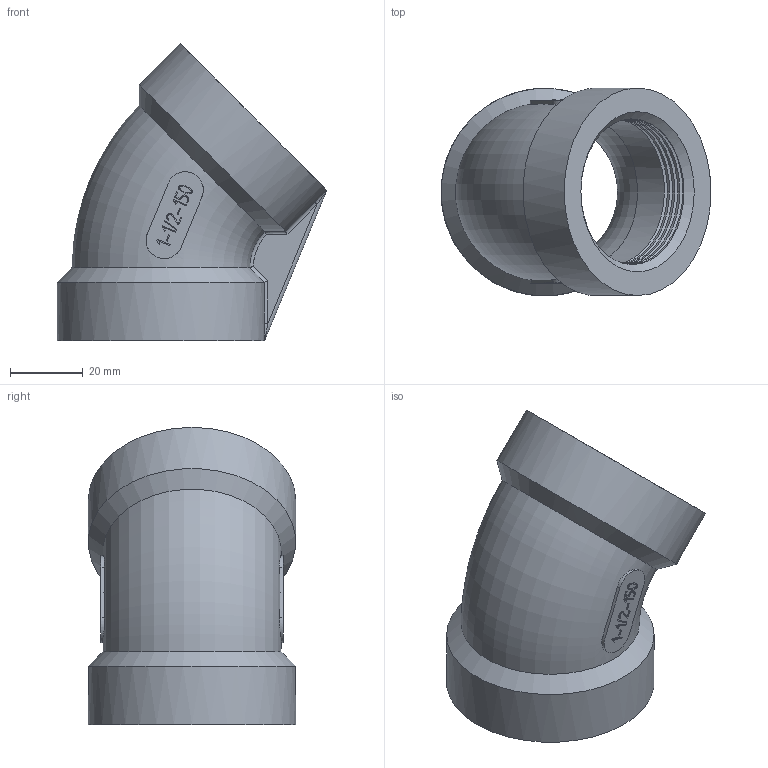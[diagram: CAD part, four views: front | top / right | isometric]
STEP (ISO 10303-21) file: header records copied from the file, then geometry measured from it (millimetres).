
FILE_DESCRIPTION(/* description */ ('Unknown'),/* implementation_level */ '2;1');
FILE_NAME(/* name */ 'DN40',/* time_stamp */ '2021-07-27T16:37:23+08:00',/* author */ ('Unknown'),/* organization */ ('Unknown'),/* preprocessor_version */ 'ST-DEVELOPER v16.7',/* originating_system */ 'DEX',/* authorisation */ $);
FILE_SCHEMA (('AUTOMOTIVE_DESIGN {1 0 10303 214 3 1 1}'));
Length unit declared in the file: millimetre
Products named in the file (1): DN40
Bounding box: 74.11 x 57 x 81.61 mm (x, y, z)
Volume: 68156.4 mm3; surface area: 25674.4 mm2
Topology: 2 solids, 2 shells, 152 faces, 383 edges, 250 vertices
Faces by surface type: plane 91, bspline 30, cylinder 22, torus 5, cone 4
Full cylindrical faces by diameter (mm): 40 x8, 57 x2
Entity records: 6347 total; most frequent: CARTESIAN_POINT 3167, ORIENTED_EDGE 704, DIRECTION 524, EDGE_CURVE 352, VERTEX_POINT 234, LINE 228, VECTOR 228, EDGE_LOOP 168
